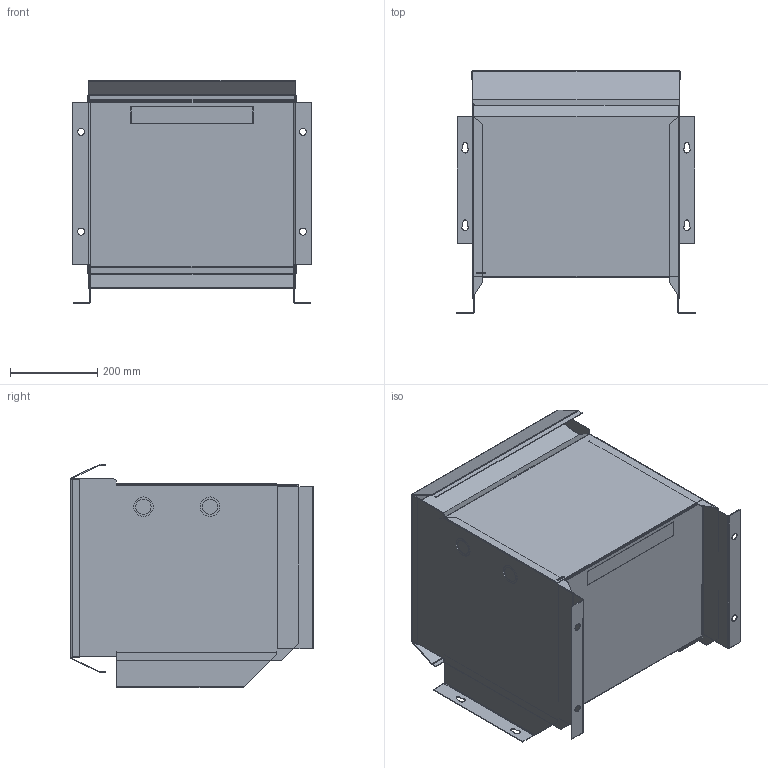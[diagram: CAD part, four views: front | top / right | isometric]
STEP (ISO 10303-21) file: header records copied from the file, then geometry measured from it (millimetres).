
FILE_DESCRIPTION (( 'STEP AP214' ), '1' );
FILE_NAME ('SG3A0015KB.step', '2019-07-15T16:08:10', ( '' ), ( '' ), 'SwSTEP 2.0', 'SolidWorks 2018', '' );
FILE_SCHEMA (( 'AUTOMOTIVE_DESIGN' ));
Length unit declared in the file: inch
Products named in the file (1): SG3A0015KB
Bounding box: 546.15 x 555.62 x 511.07 mm (x, y, z)
Volume: 2303043.7 mm3; surface area: 3046104.2 mm2
Topology: 7 solids, 7 shells, 313 faces, 833 edges, 544 vertices
Faces by surface type: plane 205, cylinder 80, bspline 28
Entity records: 11231 total; most frequent: CARTESIAN_POINT 3319, ORIENTED_EDGE 1666, DIRECTION 1513, EDGE_CURVE 833, LINE 613, VECTOR 613, VERTEX_POINT 544, AXIS2_PLACEMENT_3D 450
